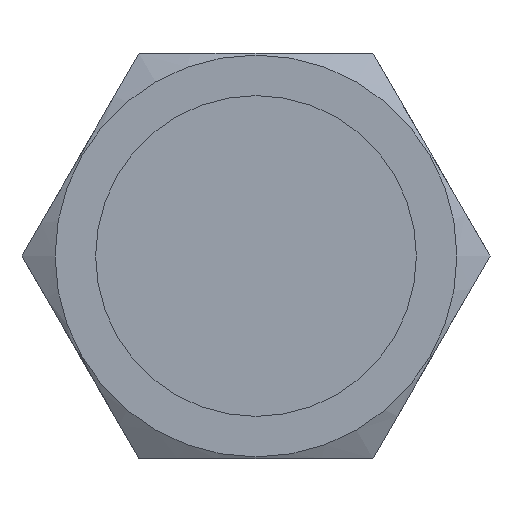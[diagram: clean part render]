
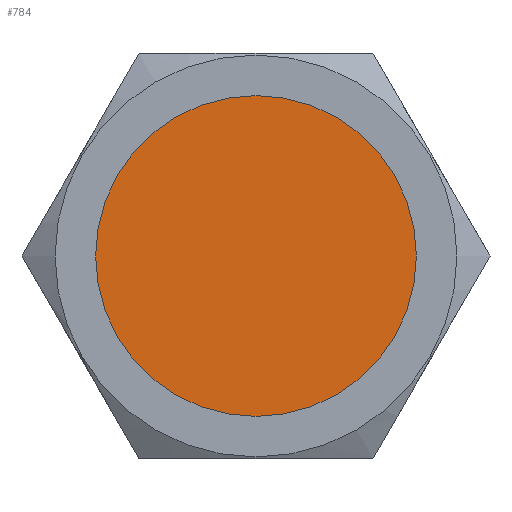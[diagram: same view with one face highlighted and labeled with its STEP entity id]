
A CAD part, front view. The second image highlights one B-rep face of the part: STEP entity #784.
In plain terms, the highlighted planar face has unit normal (0, -1, 0).
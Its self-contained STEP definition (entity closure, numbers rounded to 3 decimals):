
#24 = DIRECTION ( 'NONE',  ( 0., 0., -1. ) ) ;
#25 = DIRECTION ( 'NONE',  ( 0., -1., 0. ) ) ;
#31 = CARTESIAN_POINT ( 'NONE',  ( 0., -3.5, 0. ) ) ;
#38 = AXIS2_PLACEMENT_3D ( 'NONE', #31, #25, #24 ) ;
#39 = CIRCLE ( 'NONE', #38, 9.5 ) ;
#210 = DIRECTION ( 'NONE',  ( 0., 0., -1. ) ) ;
#211 = DIRECTION ( 'NONE',  ( 0., -1., 0. ) ) ;
#275 = AXIS2_PLACEMENT_3D ( 'NONE', #305, #304, #303 ) ;
#276 = PLANE ( 'NONE',  #275 ) ;
#281 = FACE_OUTER_BOUND ( 'NONE', #854, .T. ) ;
#303 = DIRECTION ( 'NONE',  ( 0., 0., -1. ) ) ;
#304 = DIRECTION ( 'NONE',  ( 0., -1., 0. ) ) ;
#305 = CARTESIAN_POINT ( 'NONE',  ( 0., -3.5, 0. ) ) ;
#307 = CIRCLE ( 'NONE', #324, 9.5 ) ;
#314 = CARTESIAN_POINT ( 'NONE',  ( 0., -3.5, 0. ) ) ;
#324 = AXIS2_PLACEMENT_3D ( 'NONE', #314, #211, #210 ) ;
#521 = VERTEX_POINT ( 'NONE', #1318 ) ;
#560 = VERTEX_POINT ( 'NONE', #1344 ) ;
#743 = EDGE_CURVE ( 'NONE', #560, #521, #307, .T. ) ;
#784 = ADVANCED_FACE ( 'NONE', ( #281 ), #276, .T. ) ;
#785 = ORIENTED_EDGE ( 'NONE', *, *, #820, .T. ) ;
#820 = EDGE_CURVE ( 'NONE', #521, #560, #39, .T. ) ;
#854 = EDGE_LOOP ( 'NONE', ( #785, #857 ) ) ;
#857 = ORIENTED_EDGE ( 'NONE', *, *, #743, .T. ) ;
#1318 = CARTESIAN_POINT ( 'NONE',  ( 0., -3.5, -9.5 ) ) ;
#1344 = CARTESIAN_POINT ( 'NONE',  ( 0., -3.5, 9.5 ) ) ;
